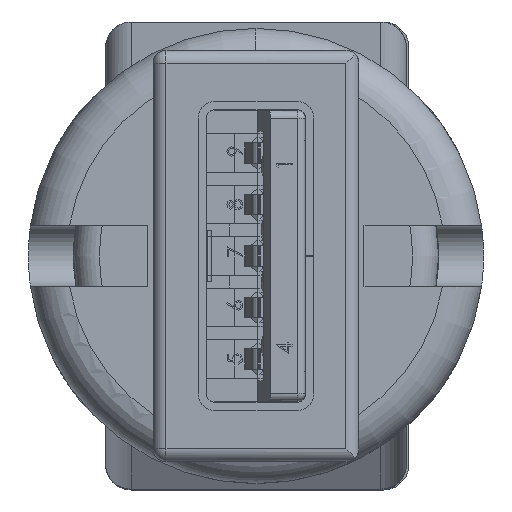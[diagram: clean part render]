
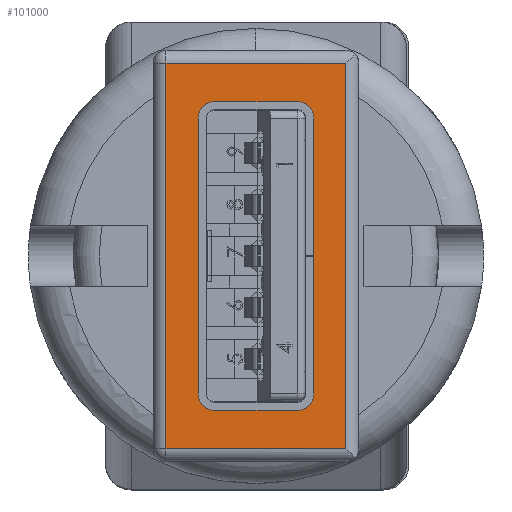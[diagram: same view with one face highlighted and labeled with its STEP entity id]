
A CAD part, left-side view. The second image highlights one B-rep face of the part: STEP entity #101000.
In plain terms, the highlighted face is planar.
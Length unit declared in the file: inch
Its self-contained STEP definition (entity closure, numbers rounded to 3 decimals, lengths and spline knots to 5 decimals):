
#586 = ORIENTED_EDGE ( 'NONE', *, *, #93790, .T. ) ;
#2116 = EDGE_CURVE ( 'NONE', #48780, #56245, #49778, .T. ) ;
#2891 = EDGE_CURVE ( 'NONE', #87171, #84889, #14927, .T. ) ;
#3330 = VECTOR ( 'NONE', #103202, 39.37008 ) ;
#3428 = DIRECTION ( 'NONE',  ( 1., 0., 0. ) ) ;
#3746 = CARTESIAN_POINT ( 'NONE',  ( 0.23622, 0.06339, -0.47244 ) ) ;
#4877 = DIRECTION ( 'NONE',  ( -1., 0., 0. ) ) ;
#5353 = DIRECTION ( 'NONE',  ( -1., 0., 0. ) ) ;
#6574 = DIRECTION ( 'NONE',  ( 0., 1., 0. ) ) ;
#7907 = EDGE_CURVE ( 'NONE', #43730, #40894, #75189, .T. ) ;
#9024 = CARTESIAN_POINT ( 'NONE',  ( 0.21102, -0.06339, -0.47244 ) ) ;
#9180 = ORIENTED_EDGE ( 'NONE', *, *, #81769, .T. ) ;
#9292 = AXIS2_PLACEMENT_3D ( 'NONE', #22583, #79550, #4877 ) ;
#9861 = EDGE_CURVE ( 'NONE', #66215, #87171, #51425, .T. ) ;
#10760 = LINE ( 'NONE', #32328, #44247 ) ;
#11367 = ORIENTED_EDGE ( 'NONE', *, *, #60700, .F. ) ;
#12495 = FACE_BOUND ( 'NONE', #12865, .T. ) ;
#12865 = EDGE_LOOP ( 'NONE', ( #63188, #81406, #13560, #98722, #94908, #11367, #94442, #96988 ) ) ;
#13560 = ORIENTED_EDGE ( 'NONE', *, *, #2891, .F. ) ;
#14021 = EDGE_CURVE ( 'NONE', #14783, #87292, #36156, .T. ) ;
#14783 = VERTEX_POINT ( 'NONE', #16327 ) ;
#14927 = LINE ( 'NONE', #43918, #3330 ) ;
#15908 = CARTESIAN_POINT ( 'NONE',  ( -0.31496, 0.1378, -0.47244 ) ) ;
#16327 = CARTESIAN_POINT ( 'NONE',  ( 0.21102, 0.08858, -0.47244 ) ) ;
#19751 = CIRCLE ( 'NONE', #54009, 0.0252 ) ;
#20016 = CARTESIAN_POINT ( 'NONE',  ( -0.21102, 0.06339, -0.47244 ) ) ;
#20138 = VECTOR ( 'NONE', #30783, 39.37008 ) ;
#21128 = VECTOR ( 'NONE', #32514, 39.37008 ) ;
#22193 = EDGE_CURVE ( 'NONE', #87292, #43730, #75371, .T. ) ;
#22583 = CARTESIAN_POINT ( 'NONE',  ( 0.31496, 0.15748, -0.47244 ) ) ;
#25467 = AXIS2_PLACEMENT_3D ( 'NONE', #29677, #104413, #38319 ) ;
#26029 = DIRECTION ( 'NONE',  ( 1., 0., 0. ) ) ;
#26216 = CARTESIAN_POINT ( 'NONE',  ( -0.29528, 0.1378, -0.47244 ) ) ;
#27333 = VERTEX_POINT ( 'NONE', #101677 ) ;
#28683 = CIRCLE ( 'NONE', #25467, 0.0252 ) ;
#29677 = CARTESIAN_POINT ( 'NONE',  ( 0.21102, 0.06339, -0.47244 ) ) ;
#29710 = VECTOR ( 'NONE', #54567, 39.37008 ) ;
#30512 = PLANE ( 'NONE',  #9292 ) ;
#30783 = DIRECTION ( 'NONE',  ( 0., -1., 0. ) ) ;
#32328 = CARTESIAN_POINT ( 'NONE',  ( 0.31496, -0.1378, -0.47244 ) ) ;
#32514 = DIRECTION ( 'NONE',  ( -1., 0., 0. ) ) ;
#34215 = AXIS2_PLACEMENT_3D ( 'NONE', #9024, #66736, #26029 ) ;
#36156 = LINE ( 'NONE', #62178, #29710 ) ;
#38319 = DIRECTION ( 'NONE',  ( -1., 0., 0. ) ) ;
#38354 = CARTESIAN_POINT ( 'NONE',  ( -0.29528, -0.15748, -0.47244 ) ) ;
#40894 = VERTEX_POINT ( 'NONE', #70025 ) ;
#41510 = LINE ( 'NONE', #71505, #50554 ) ;
#41640 = VECTOR ( 'NONE', #3428, 39.37008 ) ;
#42263 = EDGE_LOOP ( 'NONE', ( #57399, #586, #67163, #9180 ) ) ;
#43031 = LINE ( 'NONE', #15908, #21128 ) ;
#43730 = VERTEX_POINT ( 'NONE', #75646 ) ;
#43918 = CARTESIAN_POINT ( 'NONE',  ( 0.23622, -0.06339, -0.47244 ) ) ;
#44247 = VECTOR ( 'NONE', #98437, 39.37008 ) ;
#45139 = EDGE_CURVE ( 'NONE', #98214, #66215, #70032, .T. ) ;
#47177 = CARTESIAN_POINT ( 'NONE',  ( 0.23622, -0.06339, -0.47244 ) ) ;
#48780 = VERTEX_POINT ( 'NONE', #26216 ) ;
#49778 = LINE ( 'NONE', #38354, #20138 ) ;
#50554 = VECTOR ( 'NONE', #6574, 39.37008 ) ;
#51425 = CIRCLE ( 'NONE', #34215, 0.0252 ) ;
#52252 = CARTESIAN_POINT ( 'NONE',  ( -0.29528, -0.1378, -0.47244 ) ) ;
#54009 = AXIS2_PLACEMENT_3D ( 'NONE', #87630, #105419, #5353 ) ;
#54567 = DIRECTION ( 'NONE',  ( -1., 0., 0. ) ) ;
#56245 = VERTEX_POINT ( 'NONE', #52252 ) ;
#57165 = DIRECTION ( 'NONE',  ( 0., -1., 0. ) ) ;
#57399 = ORIENTED_EDGE ( 'NONE', *, *, #2116, .T. ) ;
#60700 = EDGE_CURVE ( 'NONE', #40894, #98214, #19751, .T. ) ;
#62178 = CARTESIAN_POINT ( 'NONE',  ( -0.21102, 0.08858, -0.47244 ) ) ;
#63188 = ORIENTED_EDGE ( 'NONE', *, *, #14021, .F. ) ;
#63810 = EDGE_CURVE ( 'NONE', #27333, #79032, #41510, .T. ) ;
#65465 = CARTESIAN_POINT ( 'NONE',  ( -0.21102, -0.08858, -0.47244 ) ) ;
#66215 = VERTEX_POINT ( 'NONE', #103782 ) ;
#66736 = DIRECTION ( 'NONE',  ( 0., 0., 1. ) ) ;
#67163 = ORIENTED_EDGE ( 'NONE', *, *, #63810, .T. ) ;
#69252 = FACE_OUTER_BOUND ( 'NONE', #42263, .T. ) ;
#69728 = DIRECTION ( 'NONE',  ( 0., 0., 1. ) ) ;
#70025 = CARTESIAN_POINT ( 'NONE',  ( -0.23622, -0.06339, -0.47244 ) ) ;
#70032 = LINE ( 'NONE', #101670, #41640 ) ;
#71505 = CARTESIAN_POINT ( 'NONE',  ( 0.29528, 0.15748, -0.47244 ) ) ;
#75189 = LINE ( 'NONE', #80256, #102408 ) ;
#75243 = AXIS2_PLACEMENT_3D ( 'NONE', #20016, #69728, #77699 ) ;
#75371 = CIRCLE ( 'NONE', #75243, 0.0252 ) ;
#75646 = CARTESIAN_POINT ( 'NONE',  ( -0.23622, 0.06339, -0.47244 ) ) ;
#75764 = EDGE_CURVE ( 'NONE', #84889, #14783, #28683, .T. ) ;
#77699 = DIRECTION ( 'NONE',  ( -1., 0., 0. ) ) ;
#79032 = VERTEX_POINT ( 'NONE', #101597 ) ;
#79550 = DIRECTION ( 'NONE',  ( 0., 0., -1. ) ) ;
#80256 = CARTESIAN_POINT ( 'NONE',  ( -0.23622, -0.06339, -0.47244 ) ) ;
#81406 = ORIENTED_EDGE ( 'NONE', *, *, #75764, .F. ) ;
#81769 = EDGE_CURVE ( 'NONE', #79032, #48780, #43031, .T. ) ;
#84889 = VERTEX_POINT ( 'NONE', #3746 ) ;
#87171 = VERTEX_POINT ( 'NONE', #47177 ) ;
#87292 = VERTEX_POINT ( 'NONE', #91592 ) ;
#87630 = CARTESIAN_POINT ( 'NONE',  ( -0.21102, -0.06339, -0.47244 ) ) ;
#91592 = CARTESIAN_POINT ( 'NONE',  ( -0.21102, 0.08858, -0.47244 ) ) ;
#93790 = EDGE_CURVE ( 'NONE', #56245, #27333, #10760, .T. ) ;
#94442 = ORIENTED_EDGE ( 'NONE', *, *, #7907, .F. ) ;
#94908 = ORIENTED_EDGE ( 'NONE', *, *, #45139, .F. ) ;
#96988 = ORIENTED_EDGE ( 'NONE', *, *, #22193, .F. ) ;
#98214 = VERTEX_POINT ( 'NONE', #65465 ) ;
#98437 = DIRECTION ( 'NONE',  ( 1., 0., 0. ) ) ;
#98722 = ORIENTED_EDGE ( 'NONE', *, *, #9861, .F. ) ;
#101000 = ADVANCED_FACE ( '?1', ( #12495, #69252 ), #30512, .F. ) ;
#101597 = CARTESIAN_POINT ( 'NONE',  ( 0.29528, 0.1378, -0.47244 ) ) ;
#101670 = CARTESIAN_POINT ( 'NONE',  ( -0.21102, -0.08858, -0.47244 ) ) ;
#101677 = CARTESIAN_POINT ( 'NONE',  ( 0.29528, -0.1378, -0.47244 ) ) ;
#102408 = VECTOR ( 'NONE', #57165, 39.37008 ) ;
#103202 = DIRECTION ( 'NONE',  ( 0., 1., 0. ) ) ;
#103782 = CARTESIAN_POINT ( 'NONE',  ( 0.21102, -0.08858, -0.47244 ) ) ;
#104413 = DIRECTION ( 'NONE',  ( 0., 0., 1. ) ) ;
#105419 = DIRECTION ( 'NONE',  ( 0., 0., 1. ) ) ;
